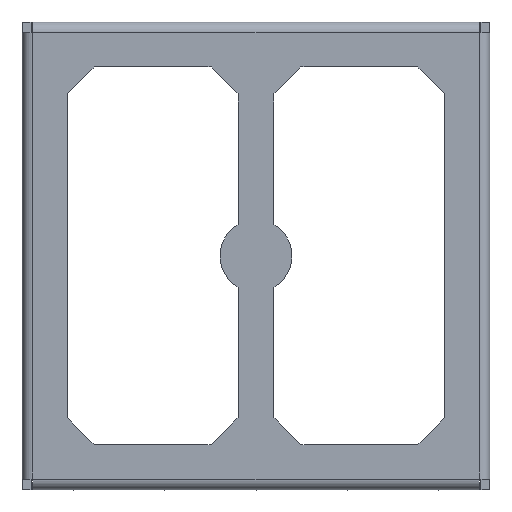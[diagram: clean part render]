
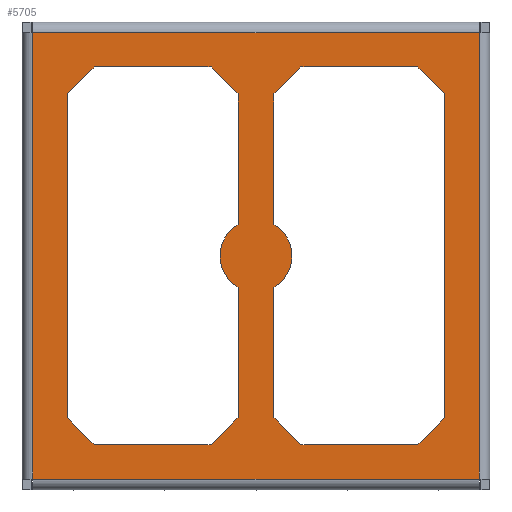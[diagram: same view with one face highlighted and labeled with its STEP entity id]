
A CAD part, top view. The second image highlights one B-rep face of the part: STEP entity #5705.
In plain terms, the highlighted planar face has unit normal (0, 0, 1).
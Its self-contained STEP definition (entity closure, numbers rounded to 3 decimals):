
#55=CIRCLE('',#5804,2.);
#109=CIRCLE('',#5891,2.);
#1316=ORIENTED_EDGE('',*,*,#2052,.F.);
#1317=ORIENTED_EDGE('',*,*,#1802,.T.);
#1318=ORIENTED_EDGE('',*,*,#1874,.F.);
#1319=ORIENTED_EDGE('',*,*,#1797,.T.);
#1320=ORIENTED_EDGE('',*,*,#1679,.F.);
#1321=ORIENTED_EDGE('',*,*,#1827,.F.);
#1322=ORIENTED_EDGE('',*,*,#1833,.F.);
#1323=ORIENTED_EDGE('',*,*,#2044,.T.);
#1324=ORIENTED_EDGE('',*,*,#1872,.F.);
#1325=ORIENTED_EDGE('',*,*,#1963,.T.);
#1326=ORIENTED_EDGE('',*,*,#1691,.F.);
#1327=ORIENTED_EDGE('',*,*,#1945,.T.);
#1328=ORIENTED_EDGE('',*,*,#1868,.F.);
#1329=ORIENTED_EDGE('',*,*,#2048,.T.);
#1330=ORIENTED_EDGE('',*,*,#2050,.F.);
#1331=ORIENTED_EDGE('',*,*,#2042,.T.);
#1332=ORIENTED_EDGE('',*,*,#1854,.F.);
#1333=ORIENTED_EDGE('',*,*,#1947,.T.);
#1334=ORIENTED_EDGE('',*,*,#1828,.F.);
#1335=ORIENTED_EDGE('',*,*,#1694,.F.);
#1336=ORIENTED_EDGE('',*,*,#2145,.T.);
#1337=ORIENTED_EDGE('',*,*,#2139,.T.);
#1338=ORIENTED_EDGE('',*,*,#2144,.T.);
#1339=ORIENTED_EDGE('',*,*,#2146,.T.);
#1679=EDGE_CURVE('',#2295,#2296,#2683,.T.);
#1691=EDGE_CURVE('',#2305,#2306,#2693,.T.);
#1694=EDGE_CURVE('',#2306,#2308,#55,.T.);
#1797=EDGE_CURVE('',#2387,#2296,#2753,.T.);
#1802=EDGE_CURVE('',#2392,#2391,#2758,.T.);
#1827=EDGE_CURVE('',#2408,#2295,#109,.T.);
#1828=EDGE_CURVE('',#2308,#2409,#2774,.T.);
#1833=EDGE_CURVE('',#2412,#2408,#2779,.T.);
#1854=EDGE_CURVE('',#2429,#2430,#2793,.T.);
#1868=EDGE_CURVE('',#2441,#2442,#2803,.T.);
#1872=EDGE_CURVE('',#2445,#2446,#2807,.T.);
#1874=EDGE_CURVE('',#2387,#2391,#2809,.T.);
#1945=EDGE_CURVE('',#2305,#2442,#2854,.T.);
#1947=EDGE_CURVE('',#2429,#2409,#2856,.T.);
#1963=EDGE_CURVE('',#2445,#2499,#2870,.T.);
#2042=EDGE_CURVE('',#2545,#2430,#2922,.T.);
#2044=EDGE_CURVE('',#2412,#2446,#2924,.T.);
#2048=EDGE_CURVE('',#2441,#2547,#2928,.T.);
#2050=EDGE_CURVE('',#2545,#2547,#2930,.T.);
#2052=EDGE_CURVE('',#2392,#2499,#2932,.T.);
#2139=EDGE_CURVE('',#2346,#2584,#2983,.T.);
#2144=EDGE_CURVE('',#2584,#2585,#2986,.T.);
#2145=EDGE_CURVE('',#2586,#2346,#2987,.T.);
#2146=EDGE_CURVE('',#2585,#2586,#2988,.T.);
#2295=VERTEX_POINT('',#7640);
#2296=VERTEX_POINT('',#7641);
#2305=VERTEX_POINT('',#7664);
#2306=VERTEX_POINT('',#7666);
#2308=VERTEX_POINT('',#7672);
#2346=VERTEX_POINT('',#7780);
#2387=VERTEX_POINT('',#7878);
#2391=VERTEX_POINT('',#7887);
#2392=VERTEX_POINT('',#7889);
#2408=VERTEX_POINT('',#7937);
#2409=VERTEX_POINT('',#7941);
#2412=VERTEX_POINT('',#7949);
#2429=VERTEX_POINT('',#7995);
#2430=VERTEX_POINT('',#7996);
#2441=VERTEX_POINT('',#8024);
#2442=VERTEX_POINT('',#8026);
#2445=VERTEX_POINT('',#8033);
#2446=VERTEX_POINT('',#8035);
#2499=VERTEX_POINT('',#8211);
#2545=VERTEX_POINT('',#8369);
#2547=VERTEX_POINT('',#8378);
#2584=VERTEX_POINT('',#8540);
#2585=VERTEX_POINT('',#8551);
#2586=VERTEX_POINT('',#8559);
#2683=LINE('',#7639,#3087);
#2693=LINE('',#7665,#3097);
#2753=LINE('',#7877,#3157);
#2758=LINE('',#7888,#3162);
#2774=LINE('',#7940,#3178);
#2779=LINE('',#7950,#3183);
#2793=LINE('',#7994,#3197);
#2803=LINE('',#8025,#3207);
#2807=LINE('',#8034,#3211);
#2809=LINE('',#8038,#3213);
#2854=LINE('',#8180,#3258);
#2856=LINE('',#8183,#3260);
#2870=LINE('',#8212,#3274);
#2922=LINE('',#8368,#3326);
#2924=LINE('',#8372,#3328);
#2928=LINE('',#8379,#3332);
#2930=LINE('',#8382,#3334);
#2932=LINE('',#8385,#3336);
#2983=LINE('',#8546,#3387);
#2986=LINE('',#8556,#3390);
#2987=LINE('',#8558,#3391);
#2988=LINE('',#8560,#3392);
#3087=VECTOR('',#6337,1000.);
#3097=VECTOR('',#6357,1000.);
#3157=VECTOR('',#6559,1000.);
#3162=VECTOR('',#6566,1000.);
#3178=VECTOR('',#6620,1000.);
#3183=VECTOR('',#6627,1000.);
#3197=VECTOR('',#6669,1000.);
#3207=VECTOR('',#6695,1000.);
#3211=VECTOR('',#6701,1000.);
#3213=VECTOR('',#6705,1000.);
#3258=VECTOR('',#6852,1000.);
#3260=VECTOR('',#6856,1000.);
#3274=VECTOR('',#6886,1000.);
#3326=VECTOR('',#7056,1000.);
#3328=VECTOR('',#7060,1000.);
#3332=VECTOR('',#7066,1000.);
#3334=VECTOR('',#7070,1000.);
#3336=VECTOR('',#7074,1000.);
#3387=VECTOR('',#7271,1000.);
#3390=VECTOR('',#7286,1000.);
#3391=VECTOR('',#7289,1000.);
#3392=VECTOR('',#7290,1000.);
#3627=EDGE_LOOP('',(#1316,#1317,#1318,#1319,#1320,#1321,#1322,#1323,#1324,
#1325));
#3628=EDGE_LOOP('',(#1326,#1327,#1328,#1329,#1330,#1331,#1332,#1333,#1334,
#1335));
#3629=EDGE_LOOP('',(#1336,#1337,#1338,#1339));
#3849=FACE_BOUND('',#3627,.T.);
#3850=FACE_BOUND('',#3628,.T.);
#3851=FACE_BOUND('',#3629,.T.);
#3976=PLANE('',#6120);
#5705=ADVANCED_FACE('',(#3849,#3850,#3851),#3976,.T.);
#5804=AXIS2_PLACEMENT_3D('',#7671,#6363,#6364);
#5891=AXIS2_PLACEMENT_3D('',#7938,#6616,#6617);
#6120=AXIS2_PLACEMENT_3D('',#8557,#7287,#7288);
#6337=DIRECTION('',(0.,1.,0.));
#6357=DIRECTION('',(0.,-1.,0.));
#6363=DIRECTION('',(0.,0.,-1.));
#6364=DIRECTION('',(1.,0.,0.));
#6559=DIRECTION('',(0.707,-0.707,0.));
#6566=DIRECTION('',(0.707,0.707,0.));
#6616=DIRECTION('',(0.,0.,-1.));
#6617=DIRECTION('',(1.,0.,0.));
#6620=DIRECTION('',(0.,-1.,0.));
#6627=DIRECTION('',(0.,1.,0.));
#6669=DIRECTION('',(1.,0.,0.));
#6695=DIRECTION('',(-1.,0.,0.));
#6701=DIRECTION('',(1.,0.,0.));
#6705=DIRECTION('',(-1.,0.,0.));
#6852=DIRECTION('',(0.707,0.707,0.));
#6856=DIRECTION('',(-0.707,0.707,0.));
#6886=DIRECTION('',(-0.707,0.707,0.));
#7056=DIRECTION('',(-0.707,-0.707,0.));
#7060=DIRECTION('',(-0.707,-0.707,0.));
#7066=DIRECTION('',(0.707,-0.707,0.));
#7070=DIRECTION('',(0.,1.,0.));
#7074=DIRECTION('',(0.,-1.,0.));
#7271=DIRECTION('',(0.,-1.,0.));
#7286=DIRECTION('',(1.,0.,0.));
#7287=DIRECTION('',(0.,0.,1.));
#7288=DIRECTION('',(1.,0.,0.));
#7289=DIRECTION('',(-1.,0.,0.));
#7290=DIRECTION('',(0.,1.,0.));
#7639=CARTESIAN_POINT('',(11.4,22.9,0.));
#7640=CARTESIAN_POINT('',(11.4,14.132,0.));
#7641=CARTESIAN_POINT('',(11.4,21.4,0.));
#7664=CARTESIAN_POINT('',(13.4,21.4,0.));
#7665=CARTESIAN_POINT('',(13.4,14.691,0.));
#7666=CARTESIAN_POINT('',(13.4,14.132,0.));
#7671=CARTESIAN_POINT('',(12.4,12.4,0.));
#7672=CARTESIAN_POINT('',(13.4,10.668,0.));
#7780=CARTESIAN_POINT('',(0.,24.8,0.));
#7877=CARTESIAN_POINT('',(11.4,21.4,0.));
#7878=CARTESIAN_POINT('',(9.9,22.9,0.));
#7887=CARTESIAN_POINT('',(3.4,22.9,0.));
#7888=CARTESIAN_POINT('',(1.9,21.4,0.));
#7889=CARTESIAN_POINT('',(1.9,21.4,0.));
#7937=CARTESIAN_POINT('',(11.4,10.668,0.));
#7938=CARTESIAN_POINT('',(12.4,12.4,0.));
#7940=CARTESIAN_POINT('',(13.4,1.9,0.));
#7941=CARTESIAN_POINT('',(13.4,3.4,0.));
#7949=CARTESIAN_POINT('',(11.4,3.4,0.));
#7950=CARTESIAN_POINT('',(11.4,10.109,0.));
#7994=CARTESIAN_POINT('',(6.9,1.9,0.));
#7995=CARTESIAN_POINT('',(14.9,1.9,0.));
#7996=CARTESIAN_POINT('',(21.4,1.9,0.));
#8024=CARTESIAN_POINT('',(21.4,22.9,0.));
#8025=CARTESIAN_POINT('',(17.9,22.9,0.));
#8026=CARTESIAN_POINT('',(14.9,22.9,0.));
#8033=CARTESIAN_POINT('',(3.4,1.9,0.));
#8034=CARTESIAN_POINT('',(6.9,1.9,0.));
#8035=CARTESIAN_POINT('',(9.9,1.9,0.));
#8038=CARTESIAN_POINT('',(17.9,22.9,0.));
#8180=CARTESIAN_POINT('',(14.9,22.9,0.));
#8183=CARTESIAN_POINT('',(13.4,3.4,0.));
#8211=CARTESIAN_POINT('',(1.9,3.4,0.));
#8212=CARTESIAN_POINT('',(3.4,1.9,0.));
#8368=CARTESIAN_POINT('',(22.9,3.4,0.));
#8369=CARTESIAN_POINT('',(22.9,3.4,0.));
#8372=CARTESIAN_POINT('',(9.9,1.9,0.));
#8378=CARTESIAN_POINT('',(22.9,21.4,0.));
#8379=CARTESIAN_POINT('',(21.4,22.9,0.));
#8382=CARTESIAN_POINT('',(22.9,11.9,0.));
#8385=CARTESIAN_POINT('',(1.9,17.9,0.));
#8540=CARTESIAN_POINT('',(0.,0.,0.));
#8546=CARTESIAN_POINT('',(0.,10.,0.));
#8551=CARTESIAN_POINT('',(24.8,0.,0.));
#8556=CARTESIAN_POINT('',(19.8,0.,0.));
#8557=CARTESIAN_POINT('',(4.4,9.4,0.));
#8558=CARTESIAN_POINT('',(5.,24.8,0.));
#8559=CARTESIAN_POINT('',(24.8,24.8,0.));
#8560=CARTESIAN_POINT('',(24.8,19.8,0.));
